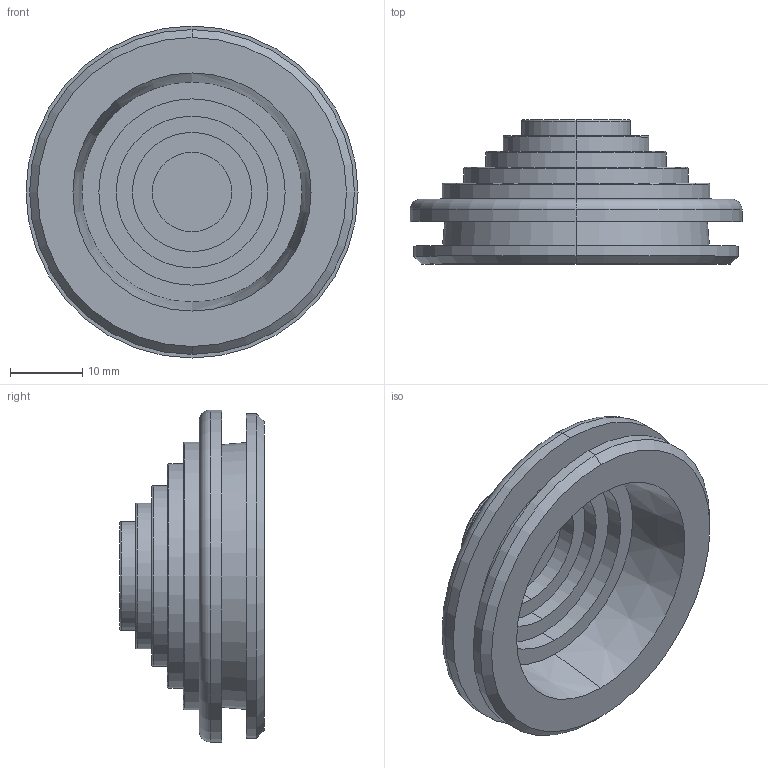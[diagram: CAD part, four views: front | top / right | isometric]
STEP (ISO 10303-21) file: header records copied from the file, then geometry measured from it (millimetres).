
FILE_DESCRIPTION (( 'STEP AP203' ), '1' );
FILE_NAME ('Ñàëüíèê as-38.STEP', '2016-12-29T11:36:51', ( 'kuryshev' ), ( '' ), 'SwSTEP 2.0', 'SolidWorks 2010', '' );
FILE_SCHEMA (( 'CONFIG_CONTROL_DESIGN' ));
Length unit declared in the file: millimetre
Products named in the file (1): Ñàëüíèê as-38
Bounding box: 46 x 20 x 46 mm (x, y, z)
Volume: 8947.6 mm3; surface area: 7565.3 mm2
Topology: 1 solids, 1 shells, 55 faces, 108 edges, 68 vertices
Faces by surface type: cylinder 22, plane 15, torus 12, cone 6
Entity records: 1523 total; most frequent: DIRECTION 300, CARTESIAN_POINT 232, ORIENTED_EDGE 216, AXIS2_PLACEMENT_3D 136, EDGE_CURVE 108, CIRCLE 80, EDGE_LOOP 68, VERTEX_POINT 68
